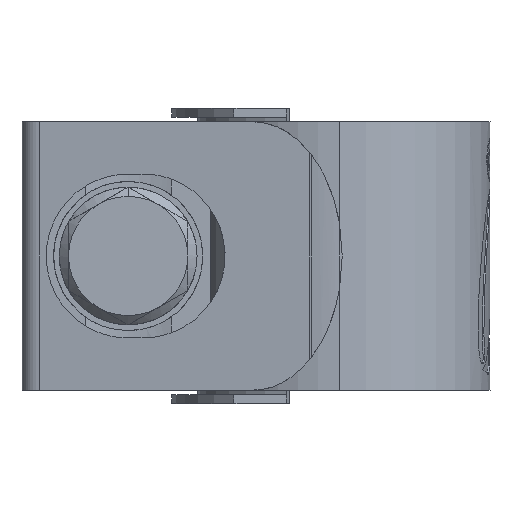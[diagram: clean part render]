
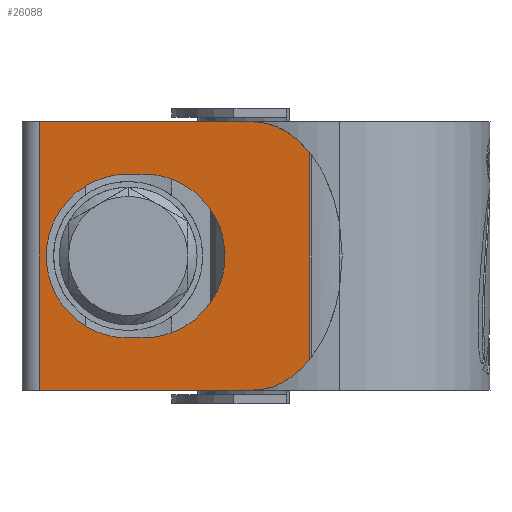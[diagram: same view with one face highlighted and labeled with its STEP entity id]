
A CAD part, left-side view. The second image highlights one B-rep face of the part: STEP entity #26088.
In plain terms, the highlighted planar face has unit normal (-0.994, 0.114, 0).
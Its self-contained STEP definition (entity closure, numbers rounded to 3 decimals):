
#19 = ORIENTED_EDGE ( 'NONE', *, *, #5384, .T. ) ;
#595 = LINE ( 'NONE', #29124, #14796 ) ;
#1082 = CARTESIAN_POINT ( 'NONE',  ( -10.424, 3.693, -8.416 ) ) ;
#1126 = EDGE_CURVE ( 'NONE', #18218, #17619, #32025, .T. ) ;
#1248 = CARTESIAN_POINT ( 'NONE',  ( -10.423, 3.705, -8.423 ) ) ;
#1583 = CARTESIAN_POINT ( 'NONE',  ( -10.417, 3.758, -8.453 ) ) ;
#1956 = EDGE_LOOP ( 'NONE', ( #3568, #27373, #21911, #18821 ) ) ;
#2272 = CARTESIAN_POINT ( 'NONE',  ( -7.966, 25.172, 5.5 ) ) ;
#2772 = CARTESIAN_POINT ( 'NONE',  ( -8.542, 20.142, -9. ) ) ;
#2995 = CARTESIAN_POINT ( 'NONE',  ( -10.598, 2.172, 5.5 ) ) ;
#3568 = ORIENTED_EDGE ( 'NONE', *, *, #27237, .F. ) ;
#3664 = CARTESIAN_POINT ( 'NONE',  ( -10.391, 3.986, -8.572 ) ) ;
#3714 = EDGE_LOOP ( 'NONE', ( #20210, #30008, #21571, #5945, #12133, #19 ) ) ;
#3819 = CARTESIAN_POINT ( 'NONE',  ( -10.619, 1.995, -9. ) ) ;
#4163 = CARTESIAN_POINT ( 'NONE',  ( -10.356, 4.291, -8.711 ) ) ;
#5144 = LINE ( 'NONE', #29389, #24566 ) ;
#5217 = CARTESIAN_POINT ( 'NONE',  ( -10.598, 2.172, -5.5 ) ) ;
#5286 = CARTESIAN_POINT ( 'NONE',  ( -10.619, 1.995, -5.5 ) ) ;
#5384 = EDGE_CURVE ( 'NONE', #17619, #8560, #19154, .T. ) ;
#5945 = ORIENTED_EDGE ( 'NONE', *, *, #17243, .T. ) ;
#6429 = CARTESIAN_POINT ( 'NONE',  ( -10.265, 5.083, 9. ) ) ;
#6504 = CARTESIAN_POINT ( 'NONE',  ( -10.619, 1.995, 9. ) ) ;
#6733 = CARTESIAN_POINT ( 'NONE',  ( -10.42, 3.726, -8.435 ) ) ;
#6929 = CARTESIAN_POINT ( 'NONE',  ( -10.431, 3.637, 8.384 ) ) ;
#7215 = CARTESIAN_POINT ( 'NONE',  ( -10.619, 1.995, 9. ) ) ;
#7345 = CARTESIAN_POINT ( 'NONE',  ( -10.18, 5.823, -9. ) ) ;
#8218 = AXIS2_PLACEMENT_3D ( 'NONE', #6504, #27479, #11502 ) ;
#8482 = VERTEX_POINT ( 'NONE', #32275 ) ;
#8560 = VERTEX_POINT ( 'NONE', #16287 ) ;
#9006 = CARTESIAN_POINT ( 'NONE',  ( -10.544, 2.649, 7.671 ) ) ;
#9132 = DIRECTION ( 'NONE',  ( -0.114, -0.994, 0. ) ) ;
#9313 = VERTEX_POINT ( 'NONE', #33789 ) ;
#9501 = CARTESIAN_POINT ( 'NONE',  ( -10.434, 3.609, 8.368 ) ) ;
#9666 = CARTESIAN_POINT ( 'NONE',  ( -10.486, 3.15, 8.069 ) ) ;
#9781 = DIRECTION ( 'NONE',  ( 0., 0., -1. ) ) ;
#10219 = EDGE_CURVE ( 'NONE', #8482, #21266, #21068, .T. ) ;
#10711 = CARTESIAN_POINT ( 'NONE',  ( -9.339, 13.172, 5.5 ) ) ;
#11151 = VERTEX_POINT ( 'NONE', #22524 ) ;
#11502 = DIRECTION ( 'NONE',  ( 0.114, 0.994, 0. ) ) ;
#11521 = CARTESIAN_POINT ( 'NONE',  ( -9.339, 13.172, -5.5 ) ) ;
#11591 = CARTESIAN_POINT ( 'NONE',  ( -10.428, 3.657, 8.395 ) ) ;
#11824 = PLANE ( 'NONE',  #8218 ) ;
#11918 = CARTESIAN_POINT ( 'NONE',  ( -10.59, 2.249, 7.254 ) ) ;
#12133 = ORIENTED_EDGE ( 'NONE', *, *, #1126, .T. ) ;
#13199 = DIRECTION ( 'NONE',  ( -0.114, -0.994, 0. ) ) ;
#13272 = CARTESIAN_POINT ( 'NONE',  ( -9.225, 14.172, 5.5 ) ) ;
#13303 =( BOUNDED_CURVE ( )  B_SPLINE_CURVE ( 3, ( #28560, #2272, #33557, #20468 ),
 .UNSPECIFIED., .F., .F. ) 
 B_SPLINE_CURVE_WITH_KNOTS ( ( 4, 4 ),
 ( 1.571, 4.712 ),
 .UNSPECIFIED. ) 
 CURVE ( )  GEOMETRIC_REPRESENTATION_ITEM ( )  RATIONAL_B_SPLINE_CURVE ( ( 1., 0.333, 0.333, 1. ) ) 
 REPRESENTATION_ITEM ( '' )  );
#14337 = CARTESIAN_POINT ( 'NONE',  ( -10.18, 5.823, 9. ) ) ;
#14640 = CARTESIAN_POINT ( 'NONE',  ( -10.56, 2.504, -7.569 ) ) ;
#14796 = VECTOR ( 'NONE', #16057, 1000. ) ;
#15141 = CARTESIAN_POINT ( 'NONE',  ( -10.619, 1.995, 9. ) ) ;
#15648 = DIRECTION ( 'NONE',  ( -0.114, -0.994, 0. ) ) ;
#16057 = DIRECTION ( 'NONE',  ( 0.114, 0.994, 0. ) ) ;
#16287 = CARTESIAN_POINT ( 'NONE',  ( -10.619, 1.995, -6.941 ) ) ;
#16436 = VERTEX_POINT ( 'NONE', #13272 ) ;
#16827 = CARTESIAN_POINT ( 'NONE',  ( -10.18, 5.823, 9. ) ) ;
#17243 = EDGE_CURVE ( 'NONE', #11151, #18218, #5144, .T. ) ;
#17419 = CARTESIAN_POINT ( 'NONE',  ( -9.225, 14.172, -5.5 ) ) ;
#17572 = CARTESIAN_POINT ( 'NONE',  ( -10.619, 1.995, 6.941 ) ) ;
#17619 = VERTEX_POINT ( 'NONE', #7345 ) ;
#18218 = VERTEX_POINT ( 'NONE', #2772 ) ;
#18327 = LINE ( 'NONE', #5286, #20250 ) ;
#18543 = DIRECTION ( 'NONE',  ( 0., 0., -1. ) ) ;
#18821 = ORIENTED_EDGE ( 'NONE', *, *, #30186, .F. ) ;
#19154 = B_SPLINE_CURVE_WITH_KNOTS ( 'NONE', 3,
 ( #30288, #29624, #30126, #4163, #3664, #29956, #1583, #6733, #1248, #1082, #27704, #14640, #24953 ),
 .UNSPECIFIED., .F., .F.,
 ( 4, 1, 1, 1, 1, 1, 2, 2, 4 ),
 ( 0., 0.25, 0.375, 0.438, 0.469, 0.484, 0.492, 0.5, 1. ),
 .UNSPECIFIED. ) ;
#20210 = ORIENTED_EDGE ( 'NONE', *, *, #25445, .F. ) ;
#20250 = VECTOR ( 'NONE', #13199, 1000. ) ;
#20468 = CARTESIAN_POINT ( 'NONE',  ( -9.225, 14.172, -5.5 ) ) ;
#20690 = EDGE_CURVE ( 'NONE', #11151, #21266, #20963, .T. ) ;
#20963 = LINE ( 'NONE', #15141, #22958 ) ;
#21068 = B_SPLINE_CURVE_WITH_KNOTS ( 'NONE', 3,
 ( #17572, #11918, #9006, #9666, #33067, #22398, #9501, #6929, #11591, #32568, #29984, #6429, #14337 ),
 .UNSPECIFIED., .F., .F.,
 ( 4, 1, 1, 1, 1, 1, 2, 2, 4 ),
 ( 0., 0.25, 0.375, 0.438, 0.469, 0.484, 0.492, 0.5, 1. ),
 .UNSPECIFIED. ) ;
#21266 = VERTEX_POINT ( 'NONE', #16827 ) ;
#21571 = ORIENTED_EDGE ( 'NONE', *, *, #20690, .F. ) ;
#21911 = ORIENTED_EDGE ( 'NONE', *, *, #30651, .F. ) ;
#22398 = CARTESIAN_POINT ( 'NONE',  ( -10.441, 3.542, 8.328 ) ) ;
#22524 = CARTESIAN_POINT ( 'NONE',  ( -8.542, 20.142, 9. ) ) ;
#22846 = LINE ( 'NONE', #7215, #25750 ) ;
#22958 = VECTOR ( 'NONE', #15648, 1000. ) ;
#24566 = VECTOR ( 'NONE', #18543, 1000. ) ;
#24891 = FACE_BOUND ( 'NONE', #1956, .T. ) ;
#24953 = CARTESIAN_POINT ( 'NONE',  ( -10.619, 1.995, -6.941 ) ) ;
#25071 = VERTEX_POINT ( 'NONE', #30097 ) ;
#25445 = EDGE_CURVE ( 'NONE', #8482, #8560, #22846, .T. ) ;
#25750 = VECTOR ( 'NONE', #9781, 1000. ) ;
#26088 = ADVANCED_FACE ( 'NONE', ( #30060, #24891 ), #11824, .F. ) ;
#26904 = EDGE_CURVE ( 'NONE', #29317, #25071, #18327, .T. ) ;
#27237 = EDGE_CURVE ( 'NONE', #25071, #9313, #31979, .T. ) ;
#27373 = ORIENTED_EDGE ( 'NONE', *, *, #26904, .F. ) ;
#27479 = DIRECTION ( 'NONE',  ( 0.994, -0.114, 0. ) ) ;
#27704 = CARTESIAN_POINT ( 'NONE',  ( -10.496, 3.067, -8.059 ) ) ;
#28560 = CARTESIAN_POINT ( 'NONE',  ( -9.225, 14.172, 5.5 ) ) ;
#28788 = VECTOR ( 'NONE', #9132, 1000. ) ;
#29124 = CARTESIAN_POINT ( 'NONE',  ( -10.619, 1.995, 5.5 ) ) ;
#29317 = VERTEX_POINT ( 'NONE', #17419 ) ;
#29389 = CARTESIAN_POINT ( 'NONE',  ( -8.542, 20.142, 9. ) ) ;
#29624 = CARTESIAN_POINT ( 'NONE',  ( -10.223, 5.455, -9. ) ) ;
#29956 = CARTESIAN_POINT ( 'NONE',  ( -10.408, 3.834, -8.494 ) ) ;
#29984 = CARTESIAN_POINT ( 'NONE',  ( -10.347, 4.367, 8.802 ) ) ;
#30008 = ORIENTED_EDGE ( 'NONE', *, *, #10219, .T. ) ;
#30060 = FACE_OUTER_BOUND ( 'NONE', #3714, .T. ) ;
#30097 = CARTESIAN_POINT ( 'NONE',  ( -9.339, 13.172, -5.5 ) ) ;
#30126 = CARTESIAN_POINT ( 'NONE',  ( -10.285, 4.91, -8.926 ) ) ;
#30186 = EDGE_CURVE ( 'NONE', #9313, #16436, #595, .T. ) ;
#30288 = CARTESIAN_POINT ( 'NONE',  ( -10.18, 5.823, -9. ) ) ;
#30651 = EDGE_CURVE ( 'NONE', #16436, #29317, #13303, .T. ) ;
#31979 =( BOUNDED_CURVE ( )  B_SPLINE_CURVE ( 3, ( #11521, #5217, #2995, #10711 ),
 .UNSPECIFIED., .F., .F. ) 
 B_SPLINE_CURVE_WITH_KNOTS ( ( 4, 4 ),
 ( 4.712, 7.854 ),
 .UNSPECIFIED. ) 
 CURVE ( )  GEOMETRIC_REPRESENTATION_ITEM ( )  RATIONAL_B_SPLINE_CURVE ( ( 1., 0.333, 0.333, 1. ) ) 
 REPRESENTATION_ITEM ( '' )  );
#32025 = LINE ( 'NONE', #3819, #28788 ) ;
#32275 = CARTESIAN_POINT ( 'NONE',  ( -10.619, 1.995, 6.941 ) ) ;
#32568 = CARTESIAN_POINT ( 'NONE',  ( -10.427, 3.665, 8.4 ) ) ;
#33067 = CARTESIAN_POINT ( 'NONE',  ( -10.457, 3.41, 8.245 ) ) ;
#33557 = CARTESIAN_POINT ( 'NONE',  ( -7.966, 25.172, -5.5 ) ) ;
#33789 = CARTESIAN_POINT ( 'NONE',  ( -9.339, 13.172, 5.5 ) ) ;
